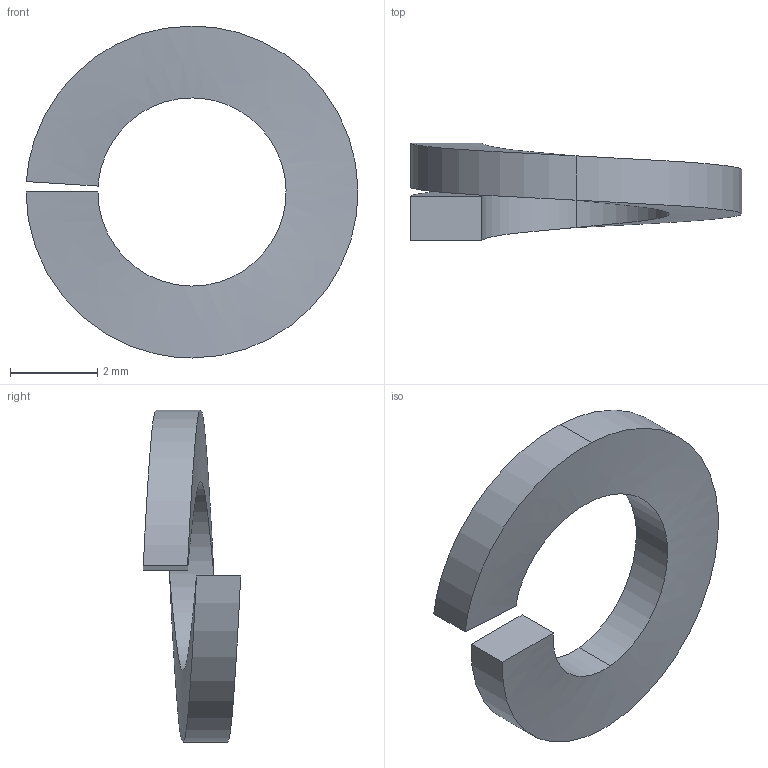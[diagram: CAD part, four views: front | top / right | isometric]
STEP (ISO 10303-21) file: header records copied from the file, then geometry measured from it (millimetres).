
FILE_DESCRIPTION (( 'STEP AP203' ), '1' );
FILE_NAME ('91102A735.step', '2009-12-02T20:58:29', ( 'jim' ), ( '' ), 'SwSTEP 2.0', 'SolidWorks 2007', '' );
FILE_SCHEMA (( 'CONFIG_CONTROL_DESIGN' ));
Length unit declared in the file: inch
Products named in the file (1): 91102A735
Bounding box: 7.62 x 2.24 x 7.62 mm (x, y, z)
Volume: 31.1 mm3; surface area: 102.5 mm2
Topology: 1 solids, 1 shells, 10 faces, 24 edges, 16 vertices
Faces by surface type: cylinder 6, plane 2, bspline 2
Entity records: 437 total; most frequent: CARTESIAN_POINT 165, ORIENTED_EDGE 48, DIRECTION 30, EDGE_CURVE 24, VERTEX_POINT 16, LINE 12, VECTOR 12, ADVANCED_FACE 10
